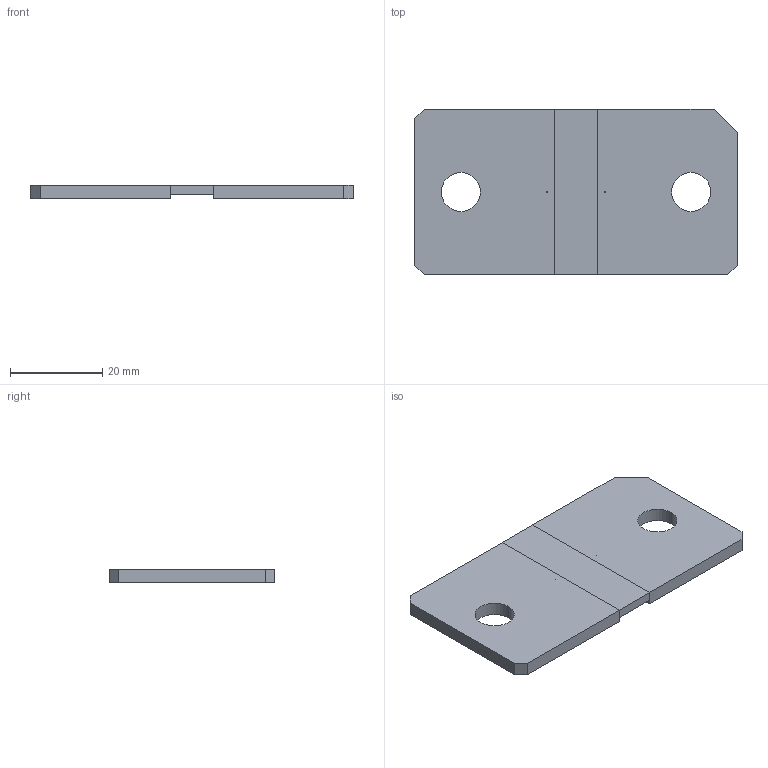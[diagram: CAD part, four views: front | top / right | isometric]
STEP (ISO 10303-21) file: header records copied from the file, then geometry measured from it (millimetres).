
FILE_DESCRIPTION((''),'2;1');
FILE_NAME('CSM2F-7036_ASM','2017-12-07T',('adrianaca'),(''),'CREO PARAMETRIC BY PTC INC, 2016050','CREO PARAMETRIC BY PTC INC, 2016050','');
FILE_SCHEMA(('CONFIG_CONTROL_DESIGN'));
Length unit declared in the file: millimetre
Products named in the file (3): C-7036; R-7036; CSM2F-7036_ASM
Assembly tree (2 placements, depth 2):
  CSM2F-7036_ASM
    C-7036
    R-7036
Bounding box: 70 x 36 x 3.01 mm (x, y, z)
Volume: 6825.6 mm3; surface area: 5894.1 mm2
Topology: 3 solids, 3 shells, 32 faces, 72 edges, 48 vertices
Faces by surface type: plane 24, cylinder 8
Entity records: 986 total; most frequent: DIRECTION 162, CARTESIAN_POINT 157, ORIENTED_EDGE 144, EDGE_CURVE 72, VECTOR 56, LINE 56, AXIS2_PLACEMENT_3D 53, VERTEX_POINT 48
